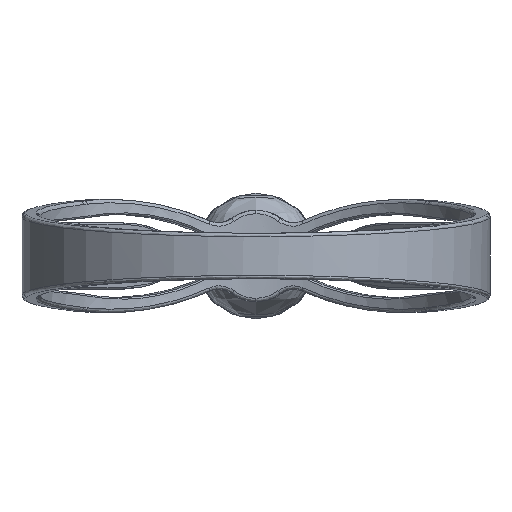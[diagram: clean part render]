
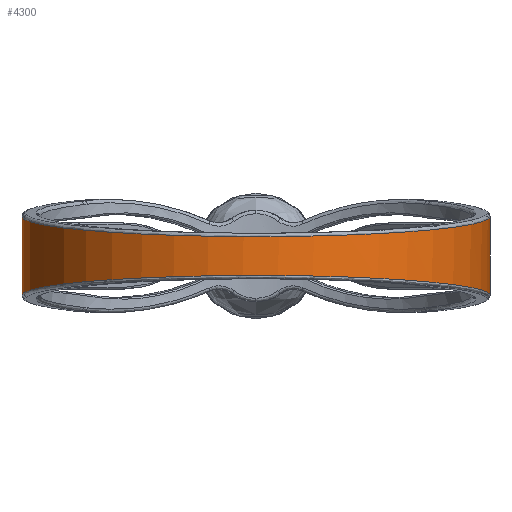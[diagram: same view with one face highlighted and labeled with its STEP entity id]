
A CAD part, front view. The second image highlights one B-rep face of the part: STEP entity #4300.
In plain terms, the highlighted free-form (B-spline) face has degree [2, 1] with [5, 2] control points.
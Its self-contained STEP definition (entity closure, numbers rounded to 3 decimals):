
#134 = VERTEX_POINT('',#135);
#135 = CARTESIAN_POINT('',(9.254,0.,
    1.557));
#142 = EDGE_CURVE('',#143,#134,#145,.T.);
#143 = VERTEX_POINT('',#144);
#144 = CARTESIAN_POINT('',(9.254,0.,
    -1.557));
#145 = B_SPLINE_CURVE_WITH_KNOTS('',1,(#146,#147),.UNSPECIFIED.,.F.,.F.,
  (2,2),(0.,3.449),.PIECEWISE_BEZIER_KNOTS.);
#146 = CARTESIAN_POINT('',(9.254,0.,
    -1.557));
#147 = CARTESIAN_POINT('',(9.254,0.,
    1.557));
#307 = VERTEX_POINT('',#308);
#308 = CARTESIAN_POINT('',(-9.254,0.,
    -1.557));
#315 = EDGE_CURVE('',#307,#316,#318,.T.);
#316 = VERTEX_POINT('',#317);
#317 = CARTESIAN_POINT('',(-9.254,0.,
    1.557));
#318 = B_SPLINE_CURVE_WITH_KNOTS('',1,(#319,#320),.UNSPECIFIED.,.F.,.F.,
  (2,2),(0.,3.449),.PIECEWISE_BEZIER_KNOTS.);
#319 = CARTESIAN_POINT('',(-9.254,0.,
    -1.557));
#320 = CARTESIAN_POINT('',(-9.254,0.,
    1.557));
#4152 = EDGE_CURVE('',#316,#134,#4153,.T.);
#4153 = B_SPLINE_CURVE_WITH_KNOTS('',3,(#4154,#4155,#4156,#4157,#4158,
    #4159,#4160,#4161,#4162,#4163,#4164,#4165,#4166,#4167,#4168,#4169,
    #4170,#4171,#4172,#4173,#4174,#4175,#4176,#4177,#4178,#4179,#4180),
  .UNSPECIFIED.,.F.,.F.,(4,1,1,1,1,1,1,1,1,1,1,1,1,1,1,1,1,1,1,1,1,1,1,1
    ,4),(0.,0.042,0.083,0.125,0.167,
    0.208,0.25,0.292,0.333,0.375,
    0.417,0.458,0.5,0.542,0.583,
    0.625,0.667,0.708,0.75,0.792,
    0.833,0.875,0.917,0.958,1.),
  .UNSPECIFIED.);
#4154 = CARTESIAN_POINT('',(-9.254,0.,
    1.557));
#4155 = CARTESIAN_POINT('',(-9.254,-0.262,
    1.534));
#4156 = CARTESIAN_POINT('',(-9.232,-0.82,
    1.487));
#4157 = CARTESIAN_POINT('',(-9.107,-1.738,
    1.409));
#4158 = CARTESIAN_POINT('',(-8.853,-2.774,
    1.32));
#4159 = CARTESIAN_POINT('',(-8.417,-3.918,
    1.223));
#4160 = CARTESIAN_POINT('',(-7.776,-5.075,
    1.124));
#4161 = CARTESIAN_POINT('',(-6.99,-6.111,
    1.035));
#4162 = CARTESIAN_POINT('',(-6.064,-7.031,
    0.957));
#4163 = CARTESIAN_POINT('',(-5.02,-7.811,
    0.89));
#4164 = CARTESIAN_POINT('',(-3.877,-8.437,
    0.837));
#4165 = CARTESIAN_POINT('',(-2.658,-8.896,
    0.798));
#4166 = CARTESIAN_POINT('',(-1.387,-9.181,
    0.774));
#4167 = CARTESIAN_POINT('',(-0.088,-9.284,
    0.765));
#4168 = CARTESIAN_POINT('',(1.212,-9.205,
    0.772));
#4169 = CARTESIAN_POINT('',(2.489,-8.945,0.794
    ));
#4170 = CARTESIAN_POINT('',(3.717,-8.508,
    0.831));
#4171 = CARTESIAN_POINT('',(4.873,-7.903,
    0.883));
#4172 = CARTESIAN_POINT('',(5.932,-7.143,
    0.947));
#4173 = CARTESIAN_POINT('',(6.877,-6.238,
    1.025));
#4174 = CARTESIAN_POINT('',(7.681,-5.217,
    1.112));
#4175 = CARTESIAN_POINT('',(8.346,-4.069,
    1.21));
#4176 = CARTESIAN_POINT('',(8.818,-2.892,
    1.31));
#4177 = CARTESIAN_POINT('',(9.095,-1.81,1.402
    ));
#4178 = CARTESIAN_POINT('',(9.23,-0.851,1.484
    ));
#4179 = CARTESIAN_POINT('',(9.254,-0.271,
    1.534));
#4180 = CARTESIAN_POINT('',(9.254,0.,
    1.557));
#4300 = ADVANCED_FACE('',(#4301),#4336,.T.);
#4301 = FACE_BOUND('',#4302,.T.);
#4302 = EDGE_LOOP('',(#4303,#4304,#4334,#4335));
#4303 = ORIENTED_EDGE('',*,*,#315,.F.);
#4304 = ORIENTED_EDGE('',*,*,#4305,.T.);
#4305 = EDGE_CURVE('',#307,#143,#4306,.T.);
#4306 = B_SPLINE_CURVE_WITH_KNOTS('',3,(#4307,#4308,#4309,#4310,#4311,
    #4312,#4313,#4314,#4315,#4316,#4317,#4318,#4319,#4320,#4321,#4322,
    #4323,#4324,#4325,#4326,#4327,#4328,#4329,#4330,#4331,#4332,#4333),
  .UNSPECIFIED.,.F.,.F.,(4,1,1,1,1,1,1,1,1,1,1,1,1,1,1,1,1,1,1,1,1,1,1,1
    ,4),(0.,0.042,0.083,0.125,0.167,
    0.208,0.25,0.292,0.333,0.375,
    0.417,0.458,0.5,0.542,0.583,
    0.625,0.667,0.708,0.75,0.792,
    0.833,0.875,0.917,0.958,1.),
  .UNSPECIFIED.);
#4307 = CARTESIAN_POINT('',(-9.254,0.,
    -1.557));
#4308 = CARTESIAN_POINT('',(-9.254,-0.263,
    -1.534));
#4309 = CARTESIAN_POINT('',(-9.231,-0.825,
    -1.486));
#4310 = CARTESIAN_POINT('',(-9.105,-1.75,
    -1.408));
#4311 = CARTESIAN_POINT('',(-8.848,-2.794,
    -1.318));
#4312 = CARTESIAN_POINT('',(-8.404,-3.946,
    -1.22));
#4313 = CARTESIAN_POINT('',(-7.757,-5.104,
    -1.121));
#4314 = CARTESIAN_POINT('',(-6.967,-6.137,
    -1.033));
#4315 = CARTESIAN_POINT('',(-6.036,-7.055,
    -0.955));
#4316 = CARTESIAN_POINT('',(-4.988,-7.831,
    -0.889));
#4317 = CARTESIAN_POINT('',(-3.84,-8.454,
    -0.836));
#4318 = CARTESIAN_POINT('',(-2.614,-8.909,
    -0.797));
#4319 = CARTESIAN_POINT('',(-1.338,-9.188,
    -0.773));
#4320 = CARTESIAN_POINT('',(-0.034,-9.285,
    -0.765));
#4321 = CARTESIAN_POINT('',(1.27,-9.198,
    -0.772));
#4322 = CARTESIAN_POINT('',(2.549,-8.928,
    -0.795));
#4323 = CARTESIAN_POINT('',(3.778,-8.481,
    -0.833));
#4324 = CARTESIAN_POINT('',(4.934,-7.866,
    -0.886));
#4325 = CARTESIAN_POINT('',(5.991,-7.094,
    -0.952));
#4326 = CARTESIAN_POINT('',(6.931,-6.178,
    -1.03));
#4327 = CARTESIAN_POINT('',(7.729,-5.147,
    -1.118));
#4328 = CARTESIAN_POINT('',(8.386,-3.986,-1.217
    ));
#4329 = CARTESIAN_POINT('',(8.84,-2.821,
    -1.316));
#4330 = CARTESIAN_POINT('',(9.103,-1.766,
    -1.406));
#4331 = CARTESIAN_POINT('',(9.231,-0.833,
    -1.486));
#4332 = CARTESIAN_POINT('',(9.254,-0.266,
    -1.534));
#4333 = CARTESIAN_POINT('',(9.254,0.,
    -1.557));
#4334 = ORIENTED_EDGE('',*,*,#142,.T.);
#4335 = ORIENTED_EDGE('',*,*,#4152,.F.);
#4336 = ( BOUNDED_SURFACE() B_SPLINE_SURFACE(2,1,(
    (#4337,#4338)
    ,(#4339,#4340)
    ,(#4341,#4342)
    ,(#4343,#4344)
    ,(#4345,#4346
)),.UNSPECIFIED.,.F.,.F.,.F.) B_SPLINE_SURFACE_WITH_KNOTS((3,2,3),(2,2),
  (3.142,4.712,6.283),(1.026,
    4.474),.PIECEWISE_BEZIER_KNOTS.) 
GEOMETRIC_REPRESENTATION_ITEM() RATIONAL_B_SPLINE_SURFACE((
    (1.,1.)
    ,(0.707,0.707)
    ,(1.,1.)
    ,(0.707,0.707)
,(1.,1.))) REPRESENTATION_ITEM('') SURFACE() );
#4337 = CARTESIAN_POINT('',(-9.254,0.,
    -1.557));
#4338 = CARTESIAN_POINT('',(-9.254,0.,
    1.557));
#4339 = CARTESIAN_POINT('',(-9.254,-9.254,
    -1.557));
#4340 = CARTESIAN_POINT('',(-9.254,-9.254,
    1.557));
#4341 = CARTESIAN_POINT('',(0.,-9.254,
    -1.557));
#4342 = CARTESIAN_POINT('',(0.,-9.254,
    1.557));
#4343 = CARTESIAN_POINT('',(9.254,-9.254,
    -1.557));
#4344 = CARTESIAN_POINT('',(9.254,-9.254,
    1.557));
#4345 = CARTESIAN_POINT('',(9.254,0.,
    -1.557));
#4346 = CARTESIAN_POINT('',(9.254,0.,
    1.557));
